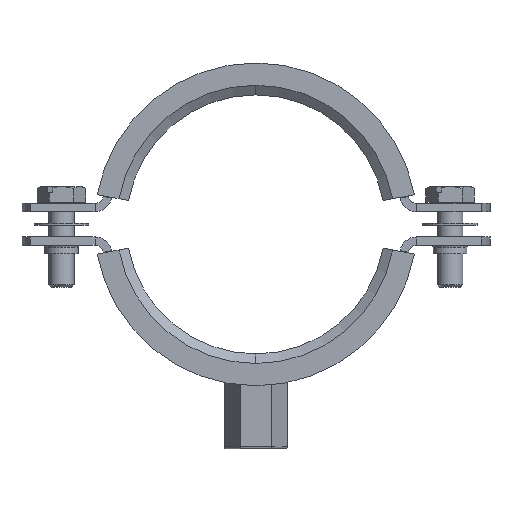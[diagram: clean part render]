
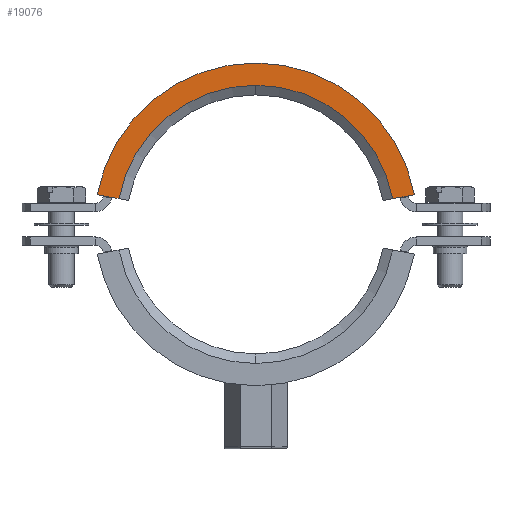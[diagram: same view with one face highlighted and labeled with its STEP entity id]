
A CAD part, front view. The second image highlights one B-rep face of the part: STEP entity #19076.
In plain terms, the highlighted planar face has unit normal (0, -1, 0).
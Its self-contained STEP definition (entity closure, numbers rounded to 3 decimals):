
#2530 = DIRECTION ( 'NONE',  ( 0., 0., 1. ) ) ;
#3023 = VERTEX_POINT ( 'NONE', #4460 ) ;
#3677 = ORIENTED_EDGE ( 'NONE', *, *, #21735, .T. ) ;
#3805 = DIRECTION ( 'NONE',  ( 0.983, 0., -0.184 ) ) ;
#3869 = AXIS2_PLACEMENT_3D ( 'NONE', #24566, #16438, #12060 ) ;
#4460 = CARTESIAN_POINT ( 'NONE',  ( -32.633, -11.5, 28.89 ) ) ;
#5776 = CIRCLE ( 'NONE', #24189, 33.2 ) ;
#6726 = DIRECTION ( 'NONE',  ( 0., 0., 1. ) ) ;
#7450 = VECTOR ( 'NONE', #15397, 1000. ) ;
#8674 = EDGE_CURVE ( 'NONE', #9993, #18342, #25592, .T. ) ;
#9993 = VERTEX_POINT ( 'NONE', #11501 ) ;
#10661 = FACE_OUTER_BOUND ( 'NONE', #24945, .T. ) ;
#10777 = EDGE_CURVE ( 'NONE', #12166, #9993, #17812, .T. ) ;
#11481 = EDGE_CURVE ( 'NONE', #3023, #18342, #23513, .T. ) ;
#11501 = CARTESIAN_POINT ( 'NONE',  ( 37.842, -11.5, 27.915 ) ) ;
#12060 = DIRECTION ( 'NONE',  ( 0., 0., 1. ) ) ;
#12166 = VERTEX_POINT ( 'NONE', #18642 ) ;
#12289 = AXIS2_PLACEMENT_3D ( 'NONE', #23705, #13105, #2530 ) ;
#13105 = DIRECTION ( 'NONE',  ( 0., 1., 0. ) ) ;
#14851 = CARTESIAN_POINT ( 'NONE',  ( -32.633, -11.5, 28.89 ) ) ;
#15397 = DIRECTION ( 'NONE',  ( -0.983, 0., -0.184 ) ) ;
#16161 = CARTESIAN_POINT ( 'NONE',  ( 32.633, -11.5, 28.89 ) ) ;
#16438 = DIRECTION ( 'NONE',  ( 0., 1., 0. ) ) ;
#17812 = LINE ( 'NONE', #16161, #24520 ) ;
#18342 = VERTEX_POINT ( 'NONE', #19024 ) ;
#18642 = CARTESIAN_POINT ( 'NONE',  ( 32.633, -11.5, 28.89 ) ) ;
#19024 = CARTESIAN_POINT ( 'NONE',  ( -37.842, -11.5, 27.915 ) ) ;
#19076 = ADVANCED_FACE ( 'NONE', ( #10661 ), #21092, .F. ) ;
#21092 = PLANE ( 'NONE',  #12289 ) ;
#21126 = ORIENTED_EDGE ( 'NONE', *, *, #10777, .F. ) ;
#21735 = EDGE_CURVE ( 'NONE', #12166, #3023, #5776, .T. ) ;
#23475 = DIRECTION ( 'NONE',  ( 0., 1., 0. ) ) ;
#23513 = LINE ( 'NONE', #14851, #7450 ) ;
#23705 = CARTESIAN_POINT ( 'NONE',  ( 32.633, -11.5, 28.89 ) ) ;
#23777 = ORIENTED_EDGE ( 'NONE', *, *, #11481, .T. ) ;
#23937 = ORIENTED_EDGE ( 'NONE', *, *, #8674, .F. ) ;
#24189 = AXIS2_PLACEMENT_3D ( 'NONE', #24629, #23475, #6726 ) ;
#24520 = VECTOR ( 'NONE', #3805, 1000. ) ;
#24566 = CARTESIAN_POINT ( 'NONE',  ( 0., -11.5, 35. ) ) ;
#24629 = CARTESIAN_POINT ( 'NONE',  ( 0., -11.5, 35. ) ) ;
#24945 = EDGE_LOOP ( 'NONE', ( #23937, #21126, #3677, #23777 ) ) ;
#25592 = CIRCLE ( 'NONE', #3869, 38.5 ) ;
